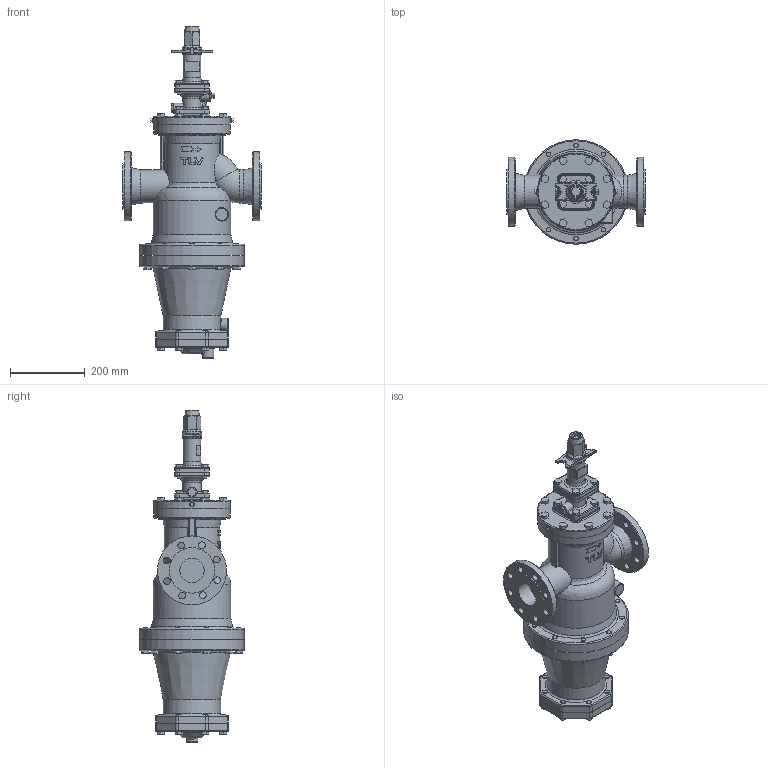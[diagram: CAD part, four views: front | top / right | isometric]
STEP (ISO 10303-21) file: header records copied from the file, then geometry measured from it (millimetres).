
FILE_DESCRIPTION((''),'2;1');
FILE_NAME('cos21-065-e0025-00.stp','2009-08-28T13:34:56',('nakaot'),(''),'Autodesk Inventor 2008','Autodesk Inventor 2008','');
FILE_SCHEMA(('AUTOMOTIVE_DESIGN { 1 0 10303 214 1 1 1 1 }'));
Length unit declared in the file: millimetre
Products named in the file (1): cos21-065-e0025-00
Bounding box: 370 x 280 x 890 mm (x, y, z)
Volume: 21370164.6 mm3; surface area: 937921.8 mm2
Topology: 3 solids, 3 shells, 911 faces, 2182 edges, 1348 vertices
Faces by surface type: plane 435, cylinder 273, bspline 105, torus 65, cone 17, sphere 16
Full cylindrical faces by diameter (mm): 10 x8, 12 x54, 17 x1, 18 x8, 21 x1, 27 x1, 30 x1, 32 x1, 48 x1, 52 x1, 52.465 x1, 82.5 x1, 89 x2, 122 x2, 125.202 x1, 125.563 x1, 155 x1, 185 x1, 200 x1, 206 x2, 208 x1, 280 x2
Entity records: 33670 total; most frequent: CARTESIAN_POINT 13256, DIRECTION 4184, ORIENTED_EDGE 4000, EDGE_CURVE 2000, AXIS2_PLACEMENT_3D 1533, VERTEX_POINT 1325, EDGE_LOOP 1237, VECTOR 1118
